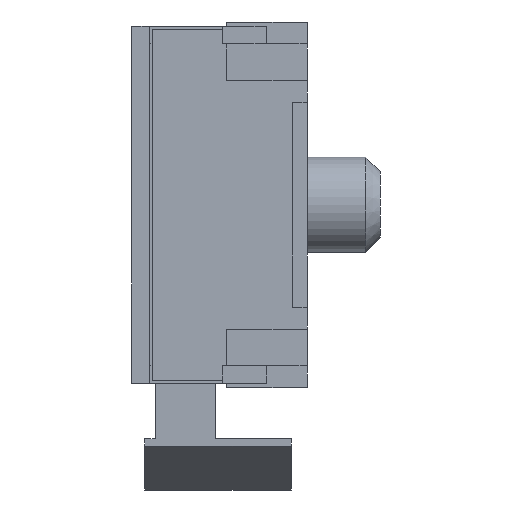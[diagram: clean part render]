
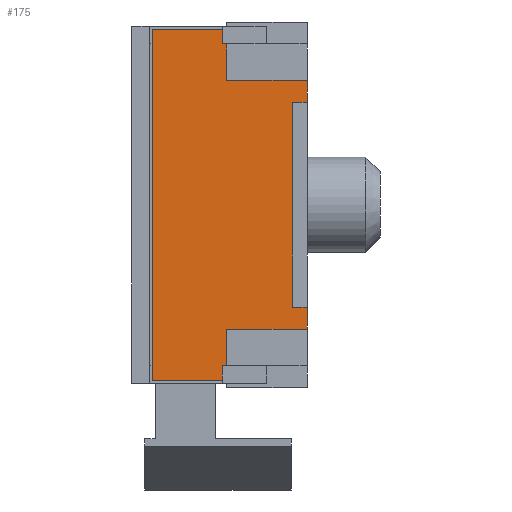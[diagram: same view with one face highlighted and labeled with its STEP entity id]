
A CAD part, left-side view. The second image highlights one B-rep face of the part: STEP entity #175.
In plain terms, the highlighted planar face has unit normal (-1, 0, 0).
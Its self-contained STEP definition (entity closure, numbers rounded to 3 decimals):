
#19 = EDGE_CURVE ( 'NONE', #1882, #3934, #2029, .T. ) ;
#107 = LINE ( 'NONE', #2337, #2682 ) ;
#175 = ADVANCED_FACE ( 'NONE', ( #4029 ), #1910, .F. ) ;
#191 = VERTEX_POINT ( 'NONE', #1260 ) ;
#215 = DIRECTION ( 'NONE',  ( 0., 0., 1. ) ) ;
#220 = ORIENTED_EDGE ( 'NONE', *, *, #2863, .T. ) ;
#228 = DIRECTION ( 'NONE',  ( 0., 0., -1. ) ) ;
#278 = CARTESIAN_POINT ( 'NONE',  ( -1.5, 0.58, -1.1 ) ) ;
#291 = VECTOR ( 'NONE', #733, 1000. ) ;
#296 = VECTOR ( 'NONE', #3852, 1000. ) ;
#298 = CARTESIAN_POINT ( 'NONE',  ( -1.5, 0., 0.7 ) ) ;
#314 = LINE ( 'NONE', #1715, #2901 ) ;
#331 = ORIENTED_EDGE ( 'NONE', *, *, #598, .F. ) ;
#343 = DIRECTION ( 'NONE',  ( 0., -1., 0. ) ) ;
#344 = EDGE_CURVE ( 'NONE', #2639, #2212, #1961, .T. ) ;
#372 = DIRECTION ( 'NONE',  ( 0., 0., -1. ) ) ;
#385 = DIRECTION ( 'NONE',  ( 0., -1., 0. ) ) ;
#510 = ORIENTED_EDGE ( 'NONE', *, *, #2964, .T. ) ;
#559 = EDGE_CURVE ( 'NONE', #1881, #3947, #1636, .T. ) ;
#598 = EDGE_CURVE ( 'NONE', #2979, #2639, #1382, .T. ) ;
#641 = LINE ( 'NONE', #4079, #694 ) ;
#666 = DIRECTION ( 'NONE',  ( 0., -1., 0. ) ) ;
#694 = VECTOR ( 'NONE', #1471, 1000. ) ;
#720 = CARTESIAN_POINT ( 'NONE',  ( -1.5, 0.58, 1.22 ) ) ;
#728 = ORIENTED_EDGE ( 'NONE', *, *, #3393, .T. ) ;
#733 = DIRECTION ( 'NONE',  ( 0., 0., -1. ) ) ;
#748 = CARTESIAN_POINT ( 'NONE',  ( -1.5, 1.06, 1.22 ) ) ;
#757 = EDGE_CURVE ( 'NONE', #2979, #1406, #641, .T. ) ;
#759 = EDGE_LOOP ( 'NONE', ( #3673, #2513, #2251, #510, #220, #2210, #331, #3679, #728, #3084, #2357, #2300, #1053, #1820, #4121, #3327 ) ) ;
#814 = CARTESIAN_POINT ( 'NONE',  ( -1.5, 0.58, 1.2 ) ) ;
#854 = LINE ( 'NONE', #1076, #3321 ) ;
#858 = VECTOR ( 'NONE', #4033, 1000. ) ;
#983 = VERTEX_POINT ( 'NONE', #814 ) ;
#1014 = VERTEX_POINT ( 'NONE', #4188 ) ;
#1046 = CARTESIAN_POINT ( 'NONE',  ( -1.5, 0.58, -1.2 ) ) ;
#1053 = ORIENTED_EDGE ( 'NONE', *, *, #19, .F. ) ;
#1067 = LINE ( 'NONE', #2528, #1590 ) ;
#1076 = CARTESIAN_POINT ( 'NONE',  ( -1.5, 1.06, 0.7 ) ) ;
#1081 = CARTESIAN_POINT ( 'NONE',  ( -1.5, 1.06, 1.2 ) ) ;
#1083 = CARTESIAN_POINT ( 'NONE',  ( -1.5, 1.06, -1.1 ) ) ;
#1155 = CARTESIAN_POINT ( 'NONE',  ( -1.5, 0., 1.22 ) ) ;
#1219 = LINE ( 'NONE', #3104, #1649 ) ;
#1246 = EDGE_CURVE ( 'NONE', #2696, #983, #2304, .T. ) ;
#1260 = CARTESIAN_POINT ( 'NONE',  ( -1.5, 0.1, -0.7 ) ) ;
#1350 = DIRECTION ( 'NONE',  ( 0., 0., 1. ) ) ;
#1357 = CARTESIAN_POINT ( 'NONE',  ( -1.5, 0.55, 0.85 ) ) ;
#1382 = LINE ( 'NONE', #3086, #4386 ) ;
#1406 = VERTEX_POINT ( 'NONE', #4277 ) ;
#1411 = VECTOR ( 'NONE', #372, 1000. ) ;
#1415 = DIRECTION ( 'NONE',  ( 0., -1., 0. ) ) ;
#1455 = EDGE_CURVE ( 'NONE', #2166, #2696, #2465, .T. ) ;
#1471 = DIRECTION ( 'NONE',  ( 0., 1., 0. ) ) ;
#1590 = VECTOR ( 'NONE', #215, 1000. ) ;
#1636 = LINE ( 'NONE', #1155, #4116 ) ;
#1649 = VECTOR ( 'NONE', #385, 1000. ) ;
#1715 = CARTESIAN_POINT ( 'NONE',  ( -1.5, 1.06, -0.7 ) ) ;
#1748 = CARTESIAN_POINT ( 'NONE',  ( -1.5, 0.55, 0.85 ) ) ;
#1816 = DIRECTION ( 'NONE',  ( 0., 0., 1. ) ) ;
#1820 = ORIENTED_EDGE ( 'NONE', *, *, #3575, .T. ) ;
#1881 = VERTEX_POINT ( 'NONE', #4270 ) ;
#1882 = VERTEX_POINT ( 'NONE', #278 ) ;
#1910 = PLANE ( 'NONE',  #1931 ) ;
#1931 = AXIS2_PLACEMENT_3D ( 'NONE', #3606, #2578, #228 ) ;
#1961 = LINE ( 'NONE', #1357, #3760 ) ;
#2029 = LINE ( 'NONE', #3158, #1411 ) ;
#2166 = VERTEX_POINT ( 'NONE', #3411 ) ;
#2210 = ORIENTED_EDGE ( 'NONE', *, *, #344, .F. ) ;
#2212 = VERTEX_POINT ( 'NONE', #2371 ) ;
#2251 = ORIENTED_EDGE ( 'NONE', *, *, #4105, .F. ) ;
#2284 = CARTESIAN_POINT ( 'NONE',  ( -1.5, 1.06, 1.2 ) ) ;
#2291 = EDGE_CURVE ( 'NONE', #1014, #1881, #1219, .T. ) ;
#2300 = ORIENTED_EDGE ( 'NONE', *, *, #2553, .T. ) ;
#2304 = LINE ( 'NONE', #2284, #858 ) ;
#2337 = CARTESIAN_POINT ( 'NONE',  ( -1.5, 1.06, -1.2 ) ) ;
#2357 = ORIENTED_EDGE ( 'NONE', *, *, #1455, .F. ) ;
#2371 = CARTESIAN_POINT ( 'NONE',  ( -1.5, 0., 0.85 ) ) ;
#2441 = CARTESIAN_POINT ( 'NONE',  ( -1.5, 0.55, -0.85 ) ) ;
#2465 = LINE ( 'NONE', #748, #3863 ) ;
#2513 = ORIENTED_EDGE ( 'NONE', *, *, #2913, .T. ) ;
#2528 = CARTESIAN_POINT ( 'NONE',  ( -1.5, 0., 1.22 ) ) ;
#2553 = EDGE_CURVE ( 'NONE', #2166, #3934, #107, .T. ) ;
#2564 = VERTEX_POINT ( 'NONE', #4055 ) ;
#2578 = DIRECTION ( 'NONE',  ( 1., 0., 0. ) ) ;
#2639 = VERTEX_POINT ( 'NONE', #1748 ) ;
#2682 = VECTOR ( 'NONE', #343, 1000. ) ;
#2696 = VERTEX_POINT ( 'NONE', #1081 ) ;
#2701 = CARTESIAN_POINT ( 'NONE',  ( -1.5, 0., -0.7 ) ) ;
#2726 = VECTOR ( 'NONE', #1415, 1000. ) ;
#2748 = DIRECTION ( 'NONE',  ( 0., 0., 1. ) ) ;
#2829 = DIRECTION ( 'NONE',  ( 0., 0., -1. ) ) ;
#2845 = LINE ( 'NONE', #2441, #291 ) ;
#2863 = EDGE_CURVE ( 'NONE', #3458, #2212, #1067, .T. ) ;
#2901 = VECTOR ( 'NONE', #3150, 1000. ) ;
#2913 = EDGE_CURVE ( 'NONE', #3947, #191, #314, .T. ) ;
#2964 = EDGE_CURVE ( 'NONE', #3632, #3458, #854, .T. ) ;
#2979 = VERTEX_POINT ( 'NONE', #4117 ) ;
#2994 = LINE ( 'NONE', #1083, #2726 ) ;
#3084 = ORIENTED_EDGE ( 'NONE', *, *, #1246, .F. ) ;
#3086 = CARTESIAN_POINT ( 'NONE',  ( -1.5, 0.55, 0.85 ) ) ;
#3104 = CARTESIAN_POINT ( 'NONE',  ( -1.5, 0.55, -0.85 ) ) ;
#3113 = VECTOR ( 'NONE', #1350, 1000. ) ;
#3150 = DIRECTION ( 'NONE',  ( 0., 1., 0. ) ) ;
#3158 = CARTESIAN_POINT ( 'NONE',  ( -1.5, 0.58, 1.22 ) ) ;
#3221 = CARTESIAN_POINT ( 'NONE',  ( -1.5, 0.1, 1.22 ) ) ;
#3321 = VECTOR ( 'NONE', #3751, 1000. ) ;
#3327 = ORIENTED_EDGE ( 'NONE', *, *, #2291, .T. ) ;
#3355 = LINE ( 'NONE', #3221, #296 ) ;
#3393 = EDGE_CURVE ( 'NONE', #1406, #983, #3542, .T. ) ;
#3411 = CARTESIAN_POINT ( 'NONE',  ( -1.5, 1.06, -1.2 ) ) ;
#3458 = VERTEX_POINT ( 'NONE', #298 ) ;
#3542 = LINE ( 'NONE', #720, #3113 ) ;
#3575 = EDGE_CURVE ( 'NONE', #1882, #2564, #2994, .T. ) ;
#3606 = CARTESIAN_POINT ( 'NONE',  ( -1.5, 1.06, 1.22 ) ) ;
#3632 = VERTEX_POINT ( 'NONE', #4161 ) ;
#3673 = ORIENTED_EDGE ( 'NONE', *, *, #559, .T. ) ;
#3679 = ORIENTED_EDGE ( 'NONE', *, *, #757, .T. ) ;
#3751 = DIRECTION ( 'NONE',  ( 0., -1., 0. ) ) ;
#3760 = VECTOR ( 'NONE', #666, 1000. ) ;
#3852 = DIRECTION ( 'NONE',  ( 0., 0., -1. ) ) ;
#3863 = VECTOR ( 'NONE', #2748, 1000. ) ;
#3934 = VERTEX_POINT ( 'NONE', #1046 ) ;
#3947 = VERTEX_POINT ( 'NONE', #2701 ) ;
#4029 = FACE_OUTER_BOUND ( 'NONE', #759, .T. ) ;
#4033 = DIRECTION ( 'NONE',  ( 0., -1., 0. ) ) ;
#4055 = CARTESIAN_POINT ( 'NONE',  ( -1.5, 0.55, -1.1 ) ) ;
#4079 = CARTESIAN_POINT ( 'NONE',  ( -1.5, 1.06, 1.1 ) ) ;
#4105 = EDGE_CURVE ( 'NONE', #3632, #191, #3355, .T. ) ;
#4116 = VECTOR ( 'NONE', #1816, 1000. ) ;
#4117 = CARTESIAN_POINT ( 'NONE',  ( -1.5, 0.55, 1.1 ) ) ;
#4121 = ORIENTED_EDGE ( 'NONE', *, *, #4352, .F. ) ;
#4161 = CARTESIAN_POINT ( 'NONE',  ( -1.5, 0.1, 0.7 ) ) ;
#4188 = CARTESIAN_POINT ( 'NONE',  ( -1.5, 0.55, -0.85 ) ) ;
#4270 = CARTESIAN_POINT ( 'NONE',  ( -1.5, 0., -0.85 ) ) ;
#4277 = CARTESIAN_POINT ( 'NONE',  ( -1.5, 0.58, 1.1 ) ) ;
#4352 = EDGE_CURVE ( 'NONE', #1014, #2564, #2845, .T. ) ;
#4386 = VECTOR ( 'NONE', #2829, 1000. ) ;
